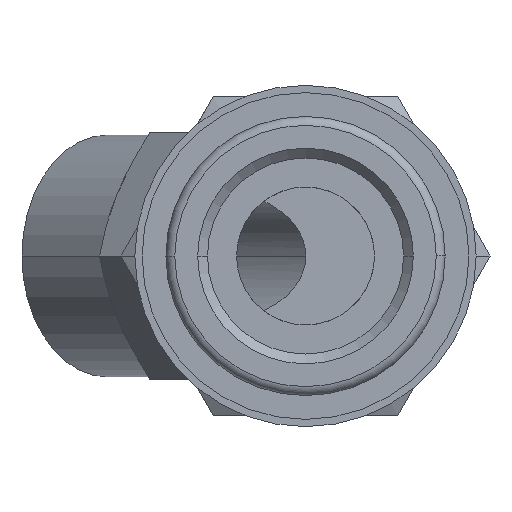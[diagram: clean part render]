
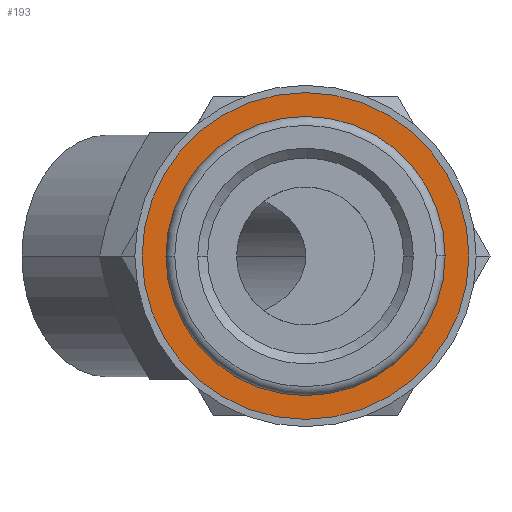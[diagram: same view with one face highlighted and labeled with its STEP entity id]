
A CAD part, front view. The second image highlights one B-rep face of the part: STEP entity #193.
In plain terms, the highlighted planar face has unit normal (0, -1, 0).
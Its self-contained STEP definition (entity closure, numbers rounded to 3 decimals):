
#193=ADVANCED_FACE('',(#414,#415),#416,.T.);
#414=FACE_BOUND('',#663,.T.);
#415=FACE_OUTER_BOUND('',#664,.T.);
#416=PLANE('',#665);
#663=EDGE_LOOP('',(#1135,#1136,#1137));
#664=EDGE_LOOP('',(#1138,#1139));
#665=AXIS2_PLACEMENT_3D('',#1140,#1141,#1142);
#1135=ORIENTED_EDGE('',*,*,#1408,.T.);
#1136=ORIENTED_EDGE('',*,*,#1568,.T.);
#1137=ORIENTED_EDGE('',*,*,#1409,.T.);
#1138=ORIENTED_EDGE('',*,*,#1465,.F.);
#1139=ORIENTED_EDGE('',*,*,#1431,.F.);
#1140=CARTESIAN_POINT('',(5.625,3.6,0.0));
#1141=DIRECTION('',(-0.0,-1.0,-0.0));
#1142=DIRECTION('',(-1.0,0.0,0.0));
#1408=EDGE_CURVE('',#1655,#1653,#1656,.T.);
#1409=EDGE_CURVE('',#1657,#1655,#1658,.T.);
#1431=EDGE_CURVE('',#1695,#1690,#1697,.T.);
#1465=EDGE_CURVE('',#1690,#1695,#1752,.T.);
#1568=EDGE_CURVE('',#1653,#1657,#1900,.T.);
#1653=VERTEX_POINT('',#1998);
#1655=VERTEX_POINT('',#2000);
#1656=CIRCLE('',#2001,9.156);
#1657=VERTEX_POINT('',#2002);
#1658=CIRCLE('',#2003,9.156);
#1690=VERTEX_POINT('',#2135);
#1695=VERTEX_POINT('',#2141);
#1697=CIRCLE('',#2144,11.25);
#1752=CIRCLE('',#2255,11.25);
#1900=CIRCLE('',#2683,9.156);
#1998=CARTESIAN_POINT('',(9.156,3.6,0.));
#2000=CARTESIAN_POINT('',(0.,3.6,9.156));
#2001=AXIS2_PLACEMENT_3D('',#2871,#2872,#2873);
#2002=CARTESIAN_POINT('',(-9.156,3.6,0.));
#2003=AXIS2_PLACEMENT_3D('',#2874,#2875,#2876);
#2135=CARTESIAN_POINT('',(11.25,3.6,0.0));
#2141=CARTESIAN_POINT('',(-11.25,3.6,0.));
#2144=AXIS2_PLACEMENT_3D('',#2900,#2901,#2902);
#2255=AXIS2_PLACEMENT_3D('',#2942,#2943,#2944);
#2683=AXIS2_PLACEMENT_3D('',#3067,#3068,#3069);
#2871=CARTESIAN_POINT('',(0.0,3.6,0.0));
#2872=DIRECTION('',(0.0,1.0,0.0));
#2873=DIRECTION('',(0.0,0.0,-1.0));
#2874=CARTESIAN_POINT('',(0.0,3.6,0.0));
#2875=DIRECTION('',(0.0,1.0,0.0));
#2876=DIRECTION('',(0.0,0.0,-1.0));
#2900=CARTESIAN_POINT('',(0.0,3.6,0.0));
#2901=DIRECTION('',(-0.0,1.0,0.0));
#2902=DIRECTION('',(1.0,0.0,0.0));
#2942=CARTESIAN_POINT('',(0.0,3.6,0.0));
#2943=DIRECTION('',(-0.0,1.0,0.0));
#2944=DIRECTION('',(1.0,0.0,0.0));
#3067=CARTESIAN_POINT('',(0.0,3.6,0.0));
#3068=DIRECTION('',(0.0,1.0,0.0));
#3069=DIRECTION('',(0.0,0.0,-1.0));
